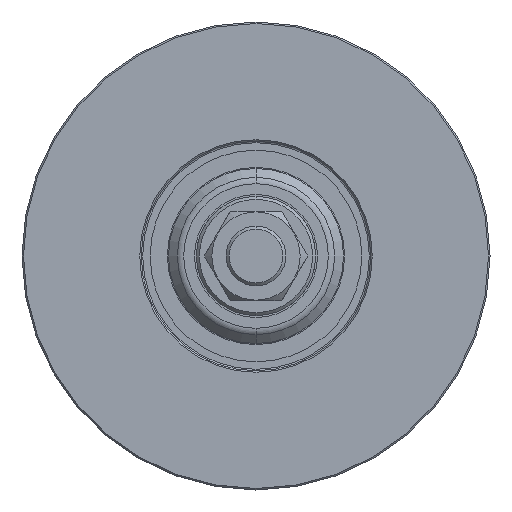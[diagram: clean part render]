
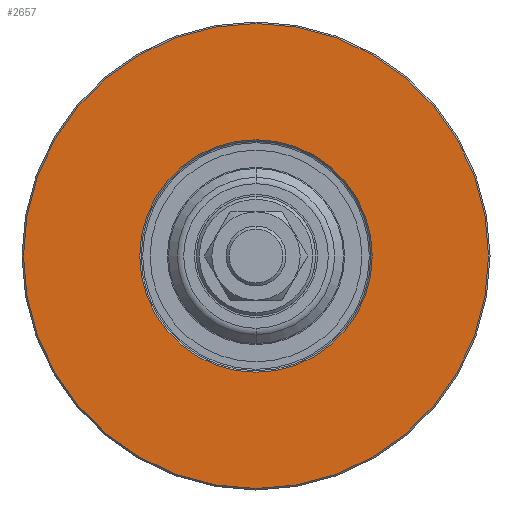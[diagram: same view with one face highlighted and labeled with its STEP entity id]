
A CAD part, left-side view. The second image highlights one B-rep face of the part: STEP entity #2657.
In plain terms, the highlighted planar face has unit normal (-1, 0, 0).
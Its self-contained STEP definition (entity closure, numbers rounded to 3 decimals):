
#337 = FACE_OUTER_BOUND ( 'NONE', #4949, .T. ) ;
#601 = CARTESIAN_POINT ( 'NONE',  ( -15.5, 0., 78. ) ) ;
#607 = DIRECTION ( 'NONE',  ( 1., 0., 0. ) ) ;
#1157 = ORIENTED_EDGE ( 'NONE', *, *, #5388, .T. ) ;
#1280 = CARTESIAN_POINT ( 'NONE',  ( -15.5, 0., 0. ) ) ;
#1365 = AXIS2_PLACEMENT_3D ( 'NONE', #6936, #607, #5580 ) ;
#1494 = DIRECTION ( 'NONE',  ( 0., 0., -1. ) ) ;
#1628 = EDGE_LOOP ( 'NONE', ( #1157, #7189 ) ) ;
#1673 = AXIS2_PLACEMENT_3D ( 'NONE', #8207, #3495, #6225 ) ;
#1732 = DIRECTION ( 'NONE',  ( 1., 0., 0. ) ) ;
#2060 = VERTEX_POINT ( 'NONE', #7177 ) ;
#2102 = FACE_BOUND ( 'NONE', #1628, .T. ) ;
#2117 = ORIENTED_EDGE ( 'NONE', *, *, #2504, .T. ) ;
#2504 = EDGE_CURVE ( 'NONE', #7671, #2060, #7393, .T. ) ;
#2570 = DIRECTION ( 'NONE',  ( 0., 0., -1. ) ) ;
#2657 = ADVANCED_FACE ( 'NONE', ( #337, #2102 ), #7548, .F. ) ;
#3105 = EDGE_CURVE ( 'NONE', #8713, #5559, #5766, .T. ) ;
#3495 = DIRECTION ( 'NONE',  ( 1., 0., 0. ) ) ;
#3859 = DIRECTION ( 'NONE',  ( 0., 0., -1. ) ) ;
#4267 = ORIENTED_EDGE ( 'NONE', *, *, #7642, .T. ) ;
#4636 = CARTESIAN_POINT ( 'NONE',  ( -15.5, 0., 39. ) ) ;
#4841 = CIRCLE ( 'NONE', #7474, 39. ) ;
#4949 = EDGE_LOOP ( 'NONE', ( #4267, #2117 ) ) ;
#5078 = DIRECTION ( 'NONE',  ( -1., 0., 0. ) ) ;
#5388 = EDGE_CURVE ( 'NONE', #5559, #8713, #4841, .T. ) ;
#5559 = VERTEX_POINT ( 'NONE', #4636 ) ;
#5580 = DIRECTION ( 'NONE',  ( 0., 0., -1. ) ) ;
#5732 = CARTESIAN_POINT ( 'NONE',  ( -15.5, 0., 0. ) ) ;
#5766 = CIRCLE ( 'NONE', #1673, 39. ) ;
#6225 = DIRECTION ( 'NONE',  ( 0., 0., -1. ) ) ;
#6514 = CIRCLE ( 'NONE', #7237, 78. ) ;
#6785 = CARTESIAN_POINT ( 'NONE',  ( -15.5, 0., 0. ) ) ;
#6936 = CARTESIAN_POINT ( 'NONE',  ( -15.5, 38.5, 0. ) ) ;
#7177 = CARTESIAN_POINT ( 'NONE',  ( -15.5, 0., -78. ) ) ;
#7189 = ORIENTED_EDGE ( 'NONE', *, *, #3105, .T. ) ;
#7237 = AXIS2_PLACEMENT_3D ( 'NONE', #5732, #5078, #1494 ) ;
#7393 = CIRCLE ( 'NONE', #7535, 78. ) ;
#7474 = AXIS2_PLACEMENT_3D ( 'NONE', #6785, #1732, #3859 ) ;
#7523 = DIRECTION ( 'NONE',  ( -1., 0., 0. ) ) ;
#7535 = AXIS2_PLACEMENT_3D ( 'NONE', #1280, #7523, #2570 ) ;
#7548 = PLANE ( 'NONE',  #1365 ) ;
#7642 = EDGE_CURVE ( 'NONE', #2060, #7671, #6514, .T. ) ;
#7671 = VERTEX_POINT ( 'NONE', #601 ) ;
#7718 = CARTESIAN_POINT ( 'NONE',  ( -15.5, 0., -39. ) ) ;
#8207 = CARTESIAN_POINT ( 'NONE',  ( -15.5, 0., 0. ) ) ;
#8713 = VERTEX_POINT ( 'NONE', #7718 ) ;
